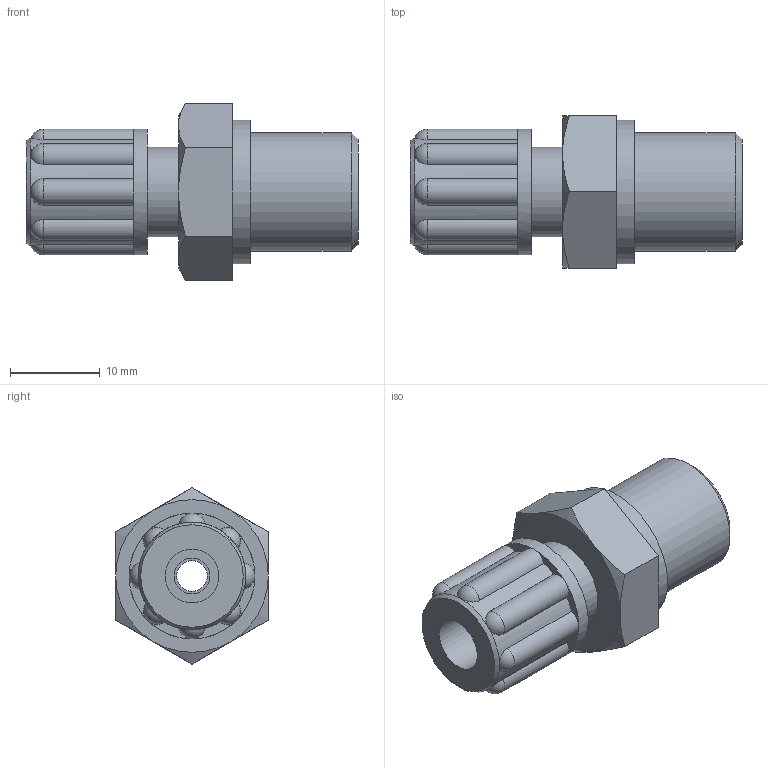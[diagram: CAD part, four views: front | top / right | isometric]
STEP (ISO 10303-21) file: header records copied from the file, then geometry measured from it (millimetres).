
FILE_DESCRIPTION(/* description */ (''),/* implementation_level */ '2;1');
FILE_NAME(/* name */ '1A100MG4014xx.stp',/* time_stamp */ '2018-01-18T14:59:07+01:00',/* author */ ('SoMue'),/* organization */ (''),/* preprocessor_version */ 'ST-DEVELOPER v17',/* originating_system */ 'Autodesk Inventor 2018',/* authorisation */ '');
FILE_SCHEMA (('CONFIG_CONTROL_DESIGN'));
Length unit declared in the file: millimetre
Products named in the file (1): 1A100MG4014xx
Bounding box: 37 x 17 x 19.63 mm (x, y, z)
Volume: 4854.6 mm3; surface area: 3020.3 mm2
Topology: 1 solids, 1 shells, 63 faces, 154 edges, 99 vertices
Faces by surface type: cylinder 24, plane 22, cone 9, sphere 8
Full cylindrical faces by diameter (mm): 3.4 x1, 4 x1, 5 x1, 6 x1, 10 x1, 13.157 x1, 14 x1, 16 x1
Entity records: 2062 total; most frequent: CARTESIAN_POINT 517, DIRECTION 341, ORIENTED_EDGE 308, EDGE_CURVE 154, AXIS2_PLACEMENT_3D 151, VERTEX_POINT 99, CIRCLE 87, EDGE_LOOP 71
